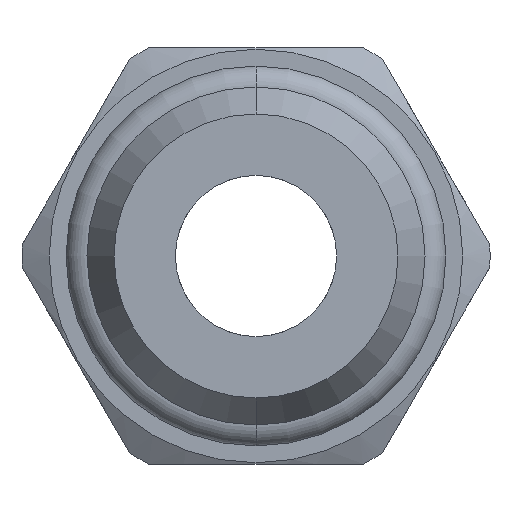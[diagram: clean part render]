
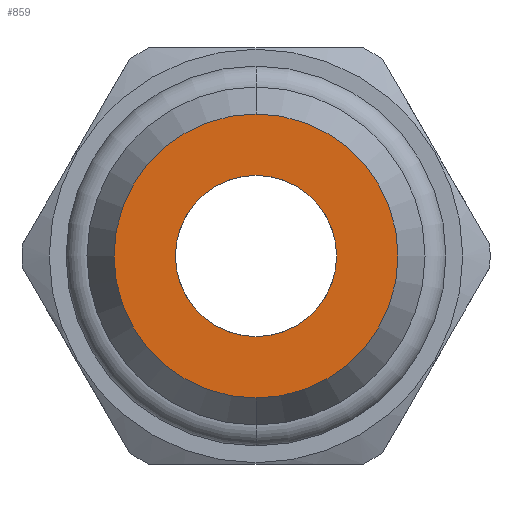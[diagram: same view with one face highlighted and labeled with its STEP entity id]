
A CAD part, front view. The second image highlights one B-rep face of the part: STEP entity #859.
In plain terms, the highlighted planar face has unit normal (0, -1, 0).
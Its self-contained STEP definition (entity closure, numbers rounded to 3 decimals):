
#52 = EDGE_CURVE ( 'NONE', #209, #63, #655, .T. ) ;
#63 = VERTEX_POINT ( 'NONE', #687 ) ;
#209 = VERTEX_POINT ( 'NONE', #1275 ) ;
#325 = VERTEX_POINT ( 'NONE', #1580 ) ;
#331 = VERTEX_POINT ( 'NONE', #1576 ) ;
#333 = EDGE_CURVE ( 'NONE', #325, #331, #1422, .T. ) ;
#651 = DIRECTION ( 'NONE',  ( 0., 0., -1. ) ) ;
#652 = DIRECTION ( 'NONE',  ( 0., -1., 0. ) ) ;
#653 = CARTESIAN_POINT ( 'NONE',  ( 0., 0., 0. ) ) ;
#654 = AXIS2_PLACEMENT_3D ( 'NONE', #653, #652, #651 ) ;
#655 = CIRCLE ( 'NONE', #654, 5.461 ) ;
#687 = CARTESIAN_POINT ( 'NONE',  ( 0., 0., 5.461 ) ) ;
#730 = EDGE_CURVE ( 'NONE', #331, #325, #1976, .T. ) ;
#825 = ORIENTED_EDGE ( 'NONE', *, *, #730, .F. ) ;
#827 = ORIENTED_EDGE ( 'NONE', *, *, #52, .T. ) ;
#835 = EDGE_CURVE ( 'NONE', #63, #209, #2162, .T. ) ;
#859 = ADVANCED_FACE ( 'NONE', ( #2099, #2095 ), #2094, .T. ) ;
#862 = EDGE_LOOP ( 'NONE', ( #867, #827 ) ) ;
#863 = EDGE_LOOP ( 'NONE', ( #825, #866 ) ) ;
#866 = ORIENTED_EDGE ( 'NONE', *, *, #333, .F. ) ;
#867 = ORIENTED_EDGE ( 'NONE', *, *, #835, .T. ) ;
#1275 = CARTESIAN_POINT ( 'NONE',  ( 0., 0., -5.461 ) ) ;
#1418 = DIRECTION ( 'NONE',  ( 0., 0., -1. ) ) ;
#1419 = DIRECTION ( 'NONE',  ( 0., -1., 0. ) ) ;
#1420 = CARTESIAN_POINT ( 'NONE',  ( 0., 0., 0. ) ) ;
#1421 = AXIS2_PLACEMENT_3D ( 'NONE', #1420, #1419, #1418 ) ;
#1422 = CIRCLE ( 'NONE', #1421, 3.1 ) ;
#1428 = AXIS2_PLACEMENT_3D ( 'NONE', #1599, #2262, #2261 ) ;
#1576 = CARTESIAN_POINT ( 'NONE',  ( 0., 0., -3.1 ) ) ;
#1580 = CARTESIAN_POINT ( 'NONE',  ( 0., 0., 3.1 ) ) ;
#1599 = CARTESIAN_POINT ( 'NONE',  ( 0., 0., 0. ) ) ;
#1976 = CIRCLE ( 'NONE', #1428, 3.1 ) ;
#2093 = AXIS2_PLACEMENT_3D ( 'NONE', #2294, #2293, #2292 ) ;
#2094 = PLANE ( 'NONE',  #2093 ) ;
#2095 = FACE_OUTER_BOUND ( 'NONE', #862, .T. ) ;
#2099 = FACE_BOUND ( 'NONE', #863, .T. ) ;
#2159 = DIRECTION ( 'NONE',  ( 0., 0., -1. ) ) ;
#2160 = DIRECTION ( 'NONE',  ( 0., -1., 0. ) ) ;
#2161 = AXIS2_PLACEMENT_3D ( 'NONE', #2165, #2160, #2159 ) ;
#2162 = CIRCLE ( 'NONE', #2161, 5.461 ) ;
#2165 = CARTESIAN_POINT ( 'NONE',  ( 0., 0., 0. ) ) ;
#2261 = DIRECTION ( 'NONE',  ( 0., 0., -1. ) ) ;
#2262 = DIRECTION ( 'NONE',  ( 0., -1., 0. ) ) ;
#2292 = DIRECTION ( 'NONE',  ( 0., 0., -1. ) ) ;
#2293 = DIRECTION ( 'NONE',  ( 0., -1., 0. ) ) ;
#2294 = CARTESIAN_POINT ( 'NONE',  ( 0., 0., 0. ) ) ;
